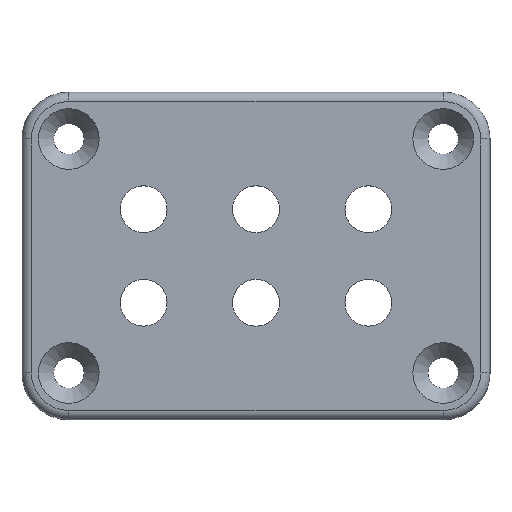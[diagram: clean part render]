
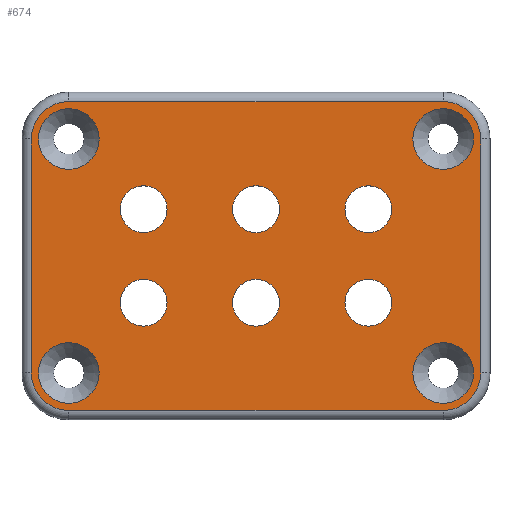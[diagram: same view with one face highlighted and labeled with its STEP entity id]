
A CAD part, top view. The second image highlights one B-rep face of the part: STEP entity #674.
In plain terms, the highlighted planar face has unit normal (0, 0, 1).
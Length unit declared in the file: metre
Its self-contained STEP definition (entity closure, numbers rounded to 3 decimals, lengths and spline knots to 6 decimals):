
#62=CIRCLE('',#741,0.004);
#63=CIRCLE('',#742,0.004);
#64=CIRCLE('',#743,0.004);
#65=CIRCLE('',#744,0.004);
#66=CIRCLE('',#745,0.003239);
#67=CIRCLE('',#746,0.003239);
#68=CIRCLE('',#747,0.003239);
#69=CIRCLE('',#748,0.003239);
#70=CIRCLE('',#749,0.0025);
#71=CIRCLE('',#750,0.0025);
#72=CIRCLE('',#751,0.0025);
#73=CIRCLE('',#752,0.0025);
#74=CIRCLE('',#753,0.0025);
#75=CIRCLE('',#754,0.0025);
#150=ORIENTED_EDGE('',*,*,#310,.T.);
#151=ORIENTED_EDGE('',*,*,#311,.T.);
#152=ORIENTED_EDGE('',*,*,#312,.T.);
#153=ORIENTED_EDGE('',*,*,#313,.T.);
#154=ORIENTED_EDGE('',*,*,#314,.T.);
#155=ORIENTED_EDGE('',*,*,#315,.T.);
#156=ORIENTED_EDGE('',*,*,#316,.T.);
#157=ORIENTED_EDGE('',*,*,#317,.T.);
#158=ORIENTED_EDGE('',*,*,#318,.F.);
#159=ORIENTED_EDGE('',*,*,#319,.F.);
#160=ORIENTED_EDGE('',*,*,#320,.F.);
#161=ORIENTED_EDGE('',*,*,#321,.F.);
#162=ORIENTED_EDGE('',*,*,#322,.F.);
#163=ORIENTED_EDGE('',*,*,#323,.F.);
#164=ORIENTED_EDGE('',*,*,#324,.F.);
#165=ORIENTED_EDGE('',*,*,#325,.F.);
#166=ORIENTED_EDGE('',*,*,#326,.F.);
#167=ORIENTED_EDGE('',*,*,#327,.F.);
#310=EDGE_CURVE('',#390,#391,#450,.F.);
#311=EDGE_CURVE('',#391,#392,#62,.T.);
#312=EDGE_CURVE('',#392,#393,#451,.F.);
#313=EDGE_CURVE('',#393,#394,#63,.T.);
#314=EDGE_CURVE('',#394,#395,#452,.T.);
#315=EDGE_CURVE('',#395,#396,#64,.T.);
#316=EDGE_CURVE('',#396,#397,#453,.T.);
#317=EDGE_CURVE('',#397,#390,#65,.T.);
#318=EDGE_CURVE('',#398,#398,#66,.T.);
#319=EDGE_CURVE('',#399,#399,#67,.T.);
#320=EDGE_CURVE('',#400,#400,#68,.T.);
#321=EDGE_CURVE('',#401,#401,#69,.T.);
#322=EDGE_CURVE('',#402,#402,#70,.T.);
#323=EDGE_CURVE('',#403,#403,#71,.T.);
#324=EDGE_CURVE('',#404,#404,#72,.T.);
#325=EDGE_CURVE('',#405,#405,#73,.T.);
#326=EDGE_CURVE('',#406,#406,#74,.T.);
#327=EDGE_CURVE('',#407,#407,#75,.T.);
#390=VERTEX_POINT('',#1104);
#391=VERTEX_POINT('',#1105);
#392=VERTEX_POINT('',#1107);
#393=VERTEX_POINT('',#1109);
#394=VERTEX_POINT('',#1111);
#395=VERTEX_POINT('',#1113);
#396=VERTEX_POINT('',#1115);
#397=VERTEX_POINT('',#1117);
#398=VERTEX_POINT('',#1120);
#399=VERTEX_POINT('',#1122);
#400=VERTEX_POINT('',#1124);
#401=VERTEX_POINT('',#1126);
#402=VERTEX_POINT('',#1128);
#403=VERTEX_POINT('',#1130);
#404=VERTEX_POINT('',#1132);
#405=VERTEX_POINT('',#1134);
#406=VERTEX_POINT('',#1136);
#407=VERTEX_POINT('',#1138);
#450=LINE('',#1103,#486);
#451=LINE('',#1108,#487);
#452=LINE('',#1112,#488);
#453=LINE('',#1116,#489);
#486=VECTOR('',#878,1.);
#487=VECTOR('',#881,1.);
#488=VECTOR('',#884,1.);
#489=VECTOR('',#887,1.);
#512=EDGE_LOOP('',(#150,#151,#152,#153,#154,#155,#156,#157));
#513=EDGE_LOOP('',(#158));
#514=EDGE_LOOP('',(#159));
#515=EDGE_LOOP('',(#160));
#516=EDGE_LOOP('',(#161));
#517=EDGE_LOOP('',(#162));
#518=EDGE_LOOP('',(#163));
#519=EDGE_LOOP('',(#164));
#520=EDGE_LOOP('',(#165));
#521=EDGE_LOOP('',(#166));
#522=EDGE_LOOP('',(#167));
#588=FACE_BOUND('',#512,.T.);
#589=FACE_BOUND('',#513,.T.);
#590=FACE_BOUND('',#514,.T.);
#591=FACE_BOUND('',#515,.T.);
#592=FACE_BOUND('',#516,.T.);
#593=FACE_BOUND('',#517,.T.);
#594=FACE_BOUND('',#518,.T.);
#595=FACE_BOUND('',#519,.T.);
#596=FACE_BOUND('',#520,.T.);
#597=FACE_BOUND('',#521,.T.);
#598=FACE_BOUND('',#522,.T.);
#659=PLANE('',#740);
#674=ADVANCED_FACE('',(#588,#589,#590,#591,#592,#593,#594,#595,#596,#597,
#598),#659,.T.);
#740=AXIS2_PLACEMENT_3D('',#1102,#876,#877);
#741=AXIS2_PLACEMENT_3D('',#1106,#879,#880);
#742=AXIS2_PLACEMENT_3D('',#1110,#882,#883);
#743=AXIS2_PLACEMENT_3D('',#1114,#885,#886);
#744=AXIS2_PLACEMENT_3D('',#1118,#888,#889);
#745=AXIS2_PLACEMENT_3D('',#1119,#890,#891);
#746=AXIS2_PLACEMENT_3D('',#1121,#892,#893);
#747=AXIS2_PLACEMENT_3D('',#1123,#894,#895);
#748=AXIS2_PLACEMENT_3D('',#1125,#896,#897);
#749=AXIS2_PLACEMENT_3D('',#1127,#898,#899);
#750=AXIS2_PLACEMENT_3D('',#1129,#900,#901);
#751=AXIS2_PLACEMENT_3D('',#1131,#902,#903);
#752=AXIS2_PLACEMENT_3D('',#1133,#904,#905);
#753=AXIS2_PLACEMENT_3D('',#1135,#906,#907);
#754=AXIS2_PLACEMENT_3D('',#1137,#908,#909);
#876=DIRECTION('',(0.,0.,1.));
#877=DIRECTION('',(1.,0.,0.));
#878=DIRECTION('',(0.,1.,0.));
#879=DIRECTION('',(0.,0.,1.));
#880=DIRECTION('',(1.,0.,0.));
#881=DIRECTION('',(-1.,0.,0.));
#882=DIRECTION('',(0.,0.,1.));
#883=DIRECTION('',(1.,0.,0.));
#884=DIRECTION('',(0.,1.,0.));
#885=DIRECTION('',(0.,0.,1.));
#886=DIRECTION('',(1.,0.,0.));
#887=DIRECTION('',(-1.,0.,0.));
#888=DIRECTION('',(0.,0.,1.));
#889=DIRECTION('',(1.,0.,0.));
#890=DIRECTION('',(0.,0.,1.));
#891=DIRECTION('',(1.,0.,0.));
#892=DIRECTION('',(0.,0.,1.));
#893=DIRECTION('',(1.,0.,0.));
#894=DIRECTION('',(0.,0.,1.));
#895=DIRECTION('',(1.,0.,0.));
#896=DIRECTION('',(0.,0.,1.));
#897=DIRECTION('',(1.,0.,0.));
#898=DIRECTION('',(0.,0.,1.));
#899=DIRECTION('',(1.,0.,0.));
#900=DIRECTION('',(0.,0.,1.));
#901=DIRECTION('',(1.,0.,0.));
#902=DIRECTION('',(0.,0.,1.));
#903=DIRECTION('',(1.,0.,0.));
#904=DIRECTION('',(0.,0.,1.));
#905=DIRECTION('',(1.,0.,0.));
#906=DIRECTION('',(0.,0.,1.));
#907=DIRECTION('',(1.,0.,0.));
#908=DIRECTION('',(0.,0.,1.));
#909=DIRECTION('',(1.,0.,0.));
#1102=CARTESIAN_POINT('',(0.,0.,0.));
#1103=CARTESIAN_POINT('',(-0.024,-0.0125,0.));
#1104=CARTESIAN_POINT('',(-0.024,0.0125,0.));
#1105=CARTESIAN_POINT('',(-0.024,-0.0125,0.));
#1106=CARTESIAN_POINT('',(-0.02,-0.0125,0.));
#1107=CARTESIAN_POINT('',(-0.02,-0.0165,0.));
#1108=CARTESIAN_POINT('',(0.02,-0.0165,0.));
#1109=CARTESIAN_POINT('',(0.02,-0.0165,0.));
#1110=CARTESIAN_POINT('',(0.02,-0.0125,0.));
#1111=CARTESIAN_POINT('',(0.024,-0.0125,0.));
#1112=CARTESIAN_POINT('',(0.024,0.,0.));
#1113=CARTESIAN_POINT('',(0.024,0.0125,0.));
#1114=CARTESIAN_POINT('',(0.02,0.0125,0.));
#1115=CARTESIAN_POINT('',(0.02,0.0165,0.));
#1116=CARTESIAN_POINT('',(0.,0.0165,0.));
#1117=CARTESIAN_POINT('',(-0.02,0.0165,0.));
#1118=CARTESIAN_POINT('',(-0.02,0.0125,0.));
#1119=CARTESIAN_POINT('',(0.02,0.0125,0.));
#1120=CARTESIAN_POINT('',(0.023239,0.0125,0.));
#1121=CARTESIAN_POINT('',(0.02,-0.0125,0.));
#1122=CARTESIAN_POINT('',(0.023239,-0.0125,0.));
#1123=CARTESIAN_POINT('',(-0.02,-0.0125,0.));
#1124=CARTESIAN_POINT('',(-0.016762,-0.0125,0.));
#1125=CARTESIAN_POINT('',(-0.02,0.0125,0.));
#1126=CARTESIAN_POINT('',(-0.016762,0.0125,0.));
#1127=CARTESIAN_POINT('',(-0.012,-0.005,0.));
#1128=CARTESIAN_POINT('',(-0.0095,-0.005,0.));
#1129=CARTESIAN_POINT('',(0.,-0.005,0.));
#1130=CARTESIAN_POINT('',(0.0025,-0.005,0.));
#1131=CARTESIAN_POINT('',(0.,0.005,0.));
#1132=CARTESIAN_POINT('',(0.0025,0.005,0.));
#1133=CARTESIAN_POINT('',(0.012,0.005,0.));
#1134=CARTESIAN_POINT('',(0.0145,0.005,0.));
#1135=CARTESIAN_POINT('',(0.012,-0.005,0.));
#1136=CARTESIAN_POINT('',(0.0145,-0.005,0.));
#1137=CARTESIAN_POINT('',(-0.012,0.005,0.));
#1138=CARTESIAN_POINT('',(-0.0095,0.005,0.));
